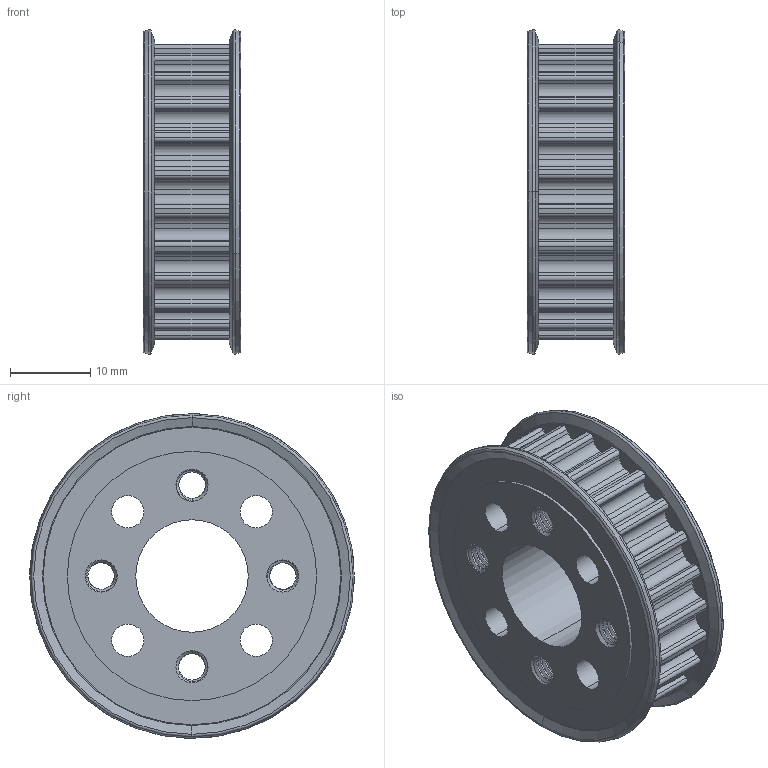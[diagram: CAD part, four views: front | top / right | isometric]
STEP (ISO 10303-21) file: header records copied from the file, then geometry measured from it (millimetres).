
FILE_DESCRIPTION (( 'STEP AP214' ), '1' );
FILE_NAME ('3411-0014-0024 Assembly.STEP', '2019-07-31T16:08:28', ( '' ), ( '' ), 'SwSTEP 2.0', 'SolidWorks 2016', '' );
FILE_SCHEMA (( 'AUTOMOTIVE_DESIGN' ));
Length unit declared in the file: millimetre
Products named in the file (3): 3411-0014-0024 Body; 3411-0014-0024 Assembly; 3411-0014-0024 Ring
Assembly tree (3 placements, depth 2):
  3411-0014-0024 Assembly
    3411-0014-0024 Body
    3411-0014-0024 Ring  x2
Bounding box: 12.11 x 40.44 x 40.44 mm (x, y, z)
Volume: 8452.1 mm3; surface area: 7871.8 mm2
Topology: 3 solids, 3 shells, 566 faces, 1618 edges, 1064 vertices
Faces by surface type: cylinder 422, plane 84, cone 36, torus 16, bspline 8
Entity records: 29668 total; most frequent: CARTESIAN_POINT 16508, ORIENTED_EDGE 3164, DIRECTION 2446, EDGE_CURVE 1582, VERTEX_POINT 1044, AXIS2_PLACEMENT_3D 898, VECTOR 650, LINE 650
